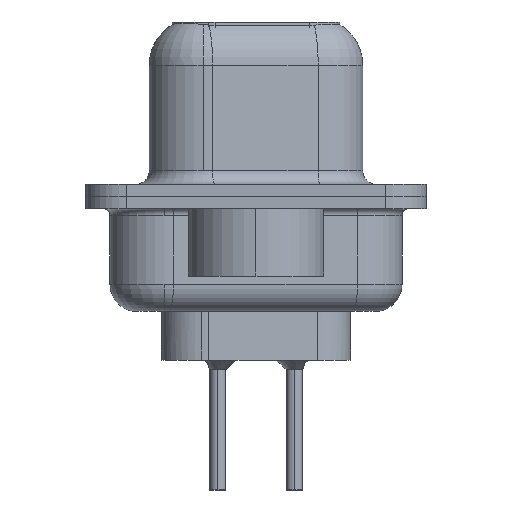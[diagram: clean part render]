
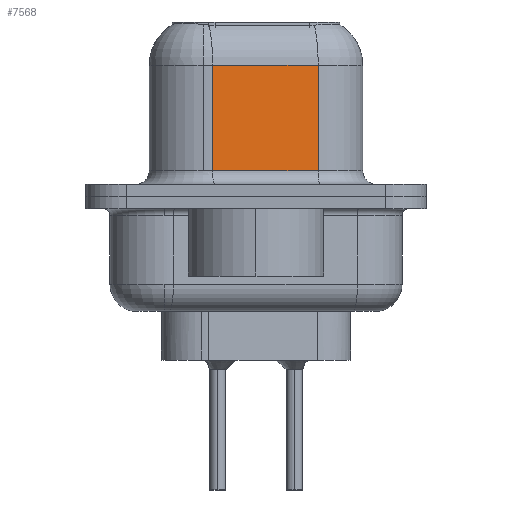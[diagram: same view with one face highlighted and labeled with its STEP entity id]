
A CAD part, left-side view. The second image highlights one B-rep face of the part: STEP entity #7568.
In plain terms, the highlighted planar face has unit normal (-0.985, -0.174, 0).
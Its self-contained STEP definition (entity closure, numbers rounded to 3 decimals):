
#1249 = EDGE_CURVE ( 'NONE', #12253, #16834, #13842, .T. ) ;
#2035 = DIRECTION ( 'NONE',  ( -0.174, 0.985, 0. ) ) ;
#2368 = EDGE_CURVE ( 'NONE', #16834, #17026, #2850, .T. ) ;
#2536 = VERTEX_POINT ( 'NONE', #13762 ) ;
#2850 = LINE ( 'NONE', #19507, #14957 ) ;
#3670 = CARTESIAN_POINT ( 'NONE',  ( 5.063, -2.297, 6.6 ) ) ;
#3683 = EDGE_LOOP ( 'NONE', ( #9513, #20848, #13021, #17843 ) ) ;
#5162 = LINE ( 'NONE', #7130, #18994 ) ;
#7130 = CARTESIAN_POINT ( 'NONE',  ( 5.063, -2.297, 6.6 ) ) ;
#7568 = ADVANCED_FACE ( 'NONE', ( #10468 ), #15050, .F. ) ;
#7633 = CARTESIAN_POINT ( 'NONE',  ( 4.375, 1.603, 4.85 ) ) ;
#9513 = ORIENTED_EDGE ( 'NONE', *, *, #9857, .F. ) ;
#9857 = EDGE_CURVE ( 'NONE', #12253, #2536, #5162, .T. ) ;
#9862 = CARTESIAN_POINT ( 'NONE',  ( 5.063, -2.297, 0.95 ) ) ;
#9910 = VECTOR ( 'NONE', #2035, 1000. ) ;
#10228 = DIRECTION ( 'NONE',  ( 0.985, 0.174, 0. ) ) ;
#10468 = FACE_OUTER_BOUND ( 'NONE', #3683, .T. ) ;
#12253 = VERTEX_POINT ( 'NONE', #20120 ) ;
#12413 = AXIS2_PLACEMENT_3D ( 'NONE', #3670, #10228, #13508 ) ;
#13021 = ORIENTED_EDGE ( 'NONE', *, *, #2368, .T. ) ;
#13508 = DIRECTION ( 'NONE',  ( -0.174, 0.985, 0. ) ) ;
#13762 = CARTESIAN_POINT ( 'NONE',  ( 5.063, -2.297, 0.95 ) ) ;
#13842 = LINE ( 'NONE', #15267, #9910 ) ;
#14437 = DIRECTION ( 'NONE',  ( 0., 0., -1. ) ) ;
#14957 = VECTOR ( 'NONE', #14437, 1000. ) ;
#15050 = PLANE ( 'NONE',  #12413 ) ;
#15215 = LINE ( 'NONE', #9862, #20535 ) ;
#15267 = CARTESIAN_POINT ( 'NONE',  ( 5.063, -2.297, 4.85 ) ) ;
#16543 = DIRECTION ( 'NONE',  ( 0.174, -0.985, 0. ) ) ;
#16834 = VERTEX_POINT ( 'NONE', #7633 ) ;
#17026 = VERTEX_POINT ( 'NONE', #20406 ) ;
#17843 = ORIENTED_EDGE ( 'NONE', *, *, #20887, .T. ) ;
#18994 = VECTOR ( 'NONE', #20397, 1000. ) ;
#19507 = CARTESIAN_POINT ( 'NONE',  ( 4.375, 1.603, 6.6 ) ) ;
#20120 = CARTESIAN_POINT ( 'NONE',  ( 5.063, -2.297, 4.85 ) ) ;
#20397 = DIRECTION ( 'NONE',  ( 0., 0., -1. ) ) ;
#20406 = CARTESIAN_POINT ( 'NONE',  ( 4.375, 1.603, 0.95 ) ) ;
#20535 = VECTOR ( 'NONE', #16543, 1000. ) ;
#20848 = ORIENTED_EDGE ( 'NONE', *, *, #1249, .T. ) ;
#20887 = EDGE_CURVE ( 'NONE', #17026, #2536, #15215, .T. ) ;
